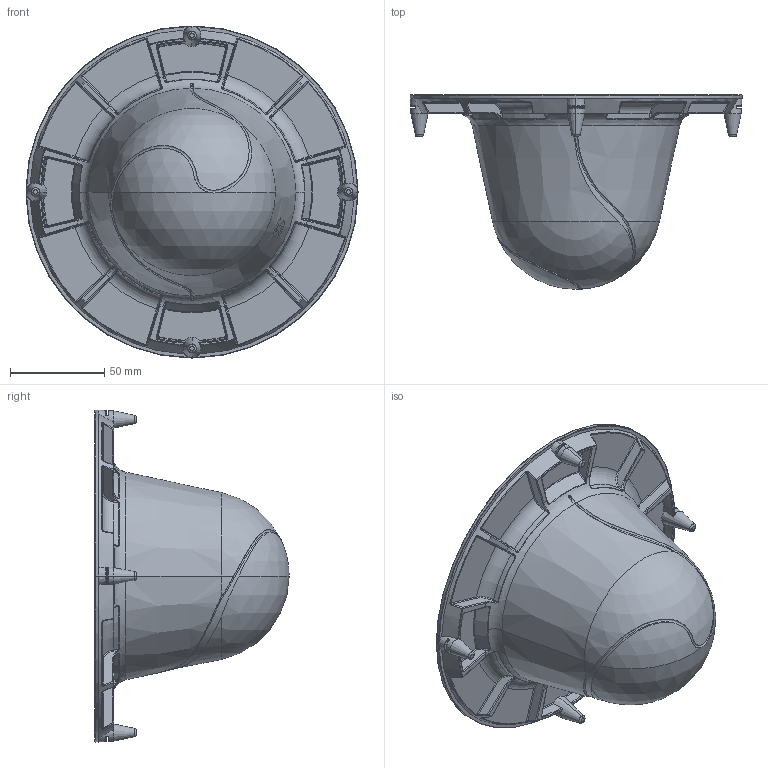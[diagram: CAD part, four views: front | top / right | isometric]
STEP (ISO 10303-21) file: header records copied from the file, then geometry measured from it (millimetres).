
FILE_DESCRIPTION (( 'STEP AP214' ), '1' );
FILE_NAME ('XMSGP030A10.01-003 breast_cup_outer_S 214.STEP', '2016-12-12T22:44:48', ( '' ), ( '' ), 'SwSTEP 2.0', 'SolidWorks 2016', '' );
FILE_SCHEMA (( 'AUTOMOTIVE_DESIGN' ));
Length unit declared in the file: millimetre
Products named in the file (1): XMSGP030A10.01-003 breast_cup_outer_S 214
Bounding box: 176 x 103 x 176 mm (x, y, z)
Volume: 162100.6 mm3; surface area: 95872.9 mm2
Topology: 1 solids, 1 shells, 497 faces, 1208 edges, 673 vertices
Faces by surface type: bspline 183, torus 90, plane 71, cylinder 66, cone 48, sphere 39
Entity records: 29533 total; most frequent: CARTESIAN_POINT 19391, ORIENTED_EDGE 2336, DIRECTION 1906, EDGE_CURVE 1168, AXIS2_PLACEMENT_3D 881, VERTEX_POINT 673, CIRCLE 566, EDGE_LOOP 501
